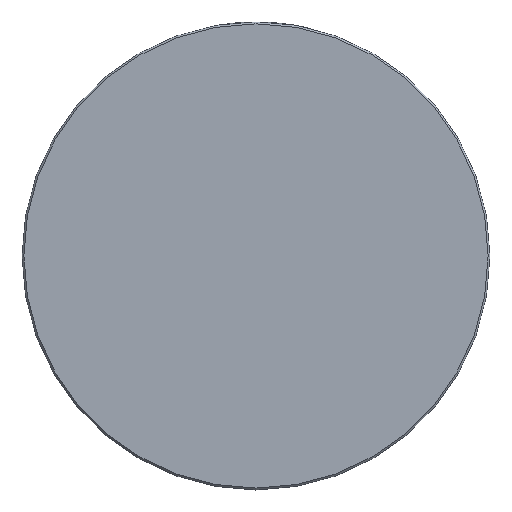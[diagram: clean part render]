
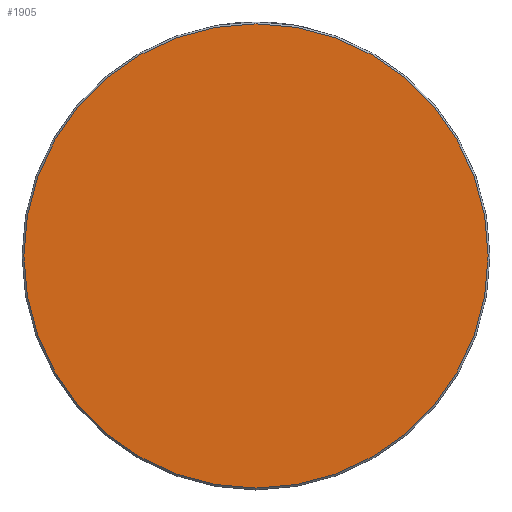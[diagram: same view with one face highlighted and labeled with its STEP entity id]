
A CAD part, top view. The second image highlights one B-rep face of the part: STEP entity #1905.
In plain terms, the highlighted planar face has unit normal (0, 0, 1).
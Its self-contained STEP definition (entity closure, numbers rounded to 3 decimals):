
#207 = DIRECTION ( 'NONE',  ( 1., 0., 0. ) ) ;
#297 = CARTESIAN_POINT ( 'NONE',  ( -25.2, 0., 2.5 ) ) ;
#302 = DIRECTION ( 'NONE',  ( 0., 0., 1. ) ) ;
#303 = CARTESIAN_POINT ( 'NONE',  ( 0., 0., 2.5 ) ) ;
#325 = AXIS2_PLACEMENT_3D ( 'NONE', #303, #302, #207 ) ;
#327 = CIRCLE ( 'NONE', #325, 25.2 ) ;
#629 = CARTESIAN_POINT ( 'NONE',  ( 25.2, 0., 2.5 ) ) ;
#956 = DIRECTION ( 'NONE',  ( 1., 0., 0. ) ) ;
#957 = DIRECTION ( 'NONE',  ( 0., 0., 1. ) ) ;
#958 = CARTESIAN_POINT ( 'NONE',  ( 0., 0., 2.5 ) ) ;
#959 = AXIS2_PLACEMENT_3D ( 'NONE', #958, #957, #956 ) ;
#992 = PLANE ( 'NONE',  #1132 ) ;
#1025 = DIRECTION ( 'NONE',  ( 1., 0., 0. ) ) ;
#1026 = DIRECTION ( 'NONE',  ( 0., 0., 1. ) ) ;
#1028 = CIRCLE ( 'NONE', #959, 25.2 ) ;
#1064 = FACE_OUTER_BOUND ( 'NONE', #1906, .T. ) ;
#1093 = CARTESIAN_POINT ( 'NONE',  ( 0., 0., 2.5 ) ) ;
#1132 = AXIS2_PLACEMENT_3D ( 'NONE', #1093, #1026, #1025 ) ;
#1650 = EDGE_CURVE ( 'NONE', #1710, #1657, #327, .T. ) ;
#1657 = VERTEX_POINT ( 'NONE', #297 ) ;
#1710 = VERTEX_POINT ( 'NONE', #629 ) ;
#1905 = ADVANCED_FACE ( 'NONE', ( #1064 ), #992, .T. ) ;
#1906 = EDGE_LOOP ( 'NONE', ( #1935, #1983 ) ) ;
#1935 = ORIENTED_EDGE ( 'NONE', *, *, #1936, .T. ) ;
#1936 = EDGE_CURVE ( 'NONE', #1657, #1710, #1028, .T. ) ;
#1983 = ORIENTED_EDGE ( 'NONE', *, *, #1650, .T. ) ;
